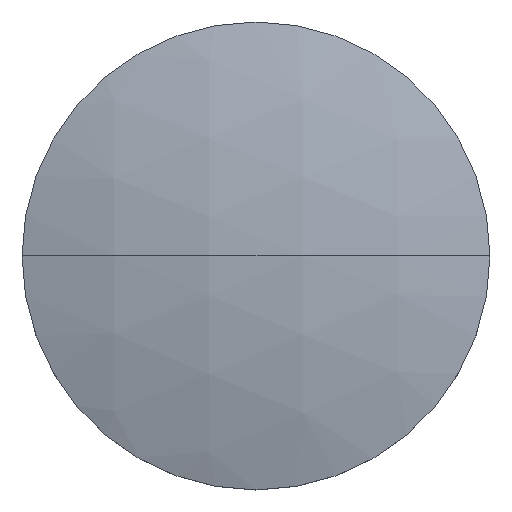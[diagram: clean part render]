
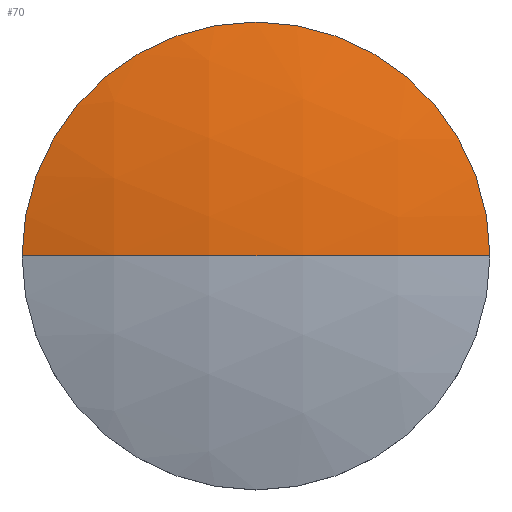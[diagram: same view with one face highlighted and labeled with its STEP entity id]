
A CAD part, top view. The second image highlights one B-rep face of the part: STEP entity #70.
In plain terms, the highlighted spherical face has radius 68.167 mm.
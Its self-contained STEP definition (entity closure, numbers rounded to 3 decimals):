
#70=ADVANCED_FACE('',(#134),#135,.T.);
#134=FACE_OUTER_BOUND('',#257,.T.);
#135=SPHERICAL_SURFACE('',#258,68.167);
#257=EDGE_LOOP('',(#412,#413,#414));
#258=AXIS2_PLACEMENT_3D('',#415,#416,#417);
#412=ORIENTED_EDGE('',*,*,#862,.F.);
#413=ORIENTED_EDGE('',*,*,#863,.T.);
#414=ORIENTED_EDGE('',*,*,#864,.T.);
#415=CARTESIAN_POINT('',(0.,0.0,-68.167));
#416=DIRECTION('',(-1.0,0.0,0.));
#417=DIRECTION('',(0.,0.0,1.0));
#862=EDGE_CURVE('',#1033,#1034,#1035,.T.);
#863=EDGE_CURVE('',#1033,#1036,#1037,.T.);
#864=EDGE_CURVE('',#1036,#1034,#1038,.T.);
#1033=VERTEX_POINT('',#1286);
#1034=VERTEX_POINT('',#1287);
#1035=CIRCLE('',#1288,68.167);
#1036=VERTEX_POINT('',#1289);
#1037=CIRCLE('',#1290,20.0);
#1038=CIRCLE('',#1291,20.0);
#1286=CARTESIAN_POINT('',(20.0,0.,-3.0));
#1287=CARTESIAN_POINT('',(-20.0,0.,-3.0));
#1288=AXIS2_PLACEMENT_3D('',#1600,#1601,#1602);
#1289=CARTESIAN_POINT('',(0.,20.0,-3.0));
#1290=AXIS2_PLACEMENT_3D('',#1603,#1604,#1605);
#1291=AXIS2_PLACEMENT_3D('',#1606,#1607,#1608);
#1600=CARTESIAN_POINT('',(0.,0.0,-68.167));
#1601=DIRECTION('',(0.,-1.0,0.));
#1602=DIRECTION('',(0.0,0.,1.0));
#1603=CARTESIAN_POINT('',(0.,0.0,-3.0));
#1604=DIRECTION('',(0.,-0.0,1.0));
#1605=DIRECTION('',(0.0,1.0,0.0));
#1606=CARTESIAN_POINT('',(0.,0.0,-3.0));
#1607=DIRECTION('',(0.,-0.0,1.0));
#1608=DIRECTION('',(0.0,1.0,0.0));
